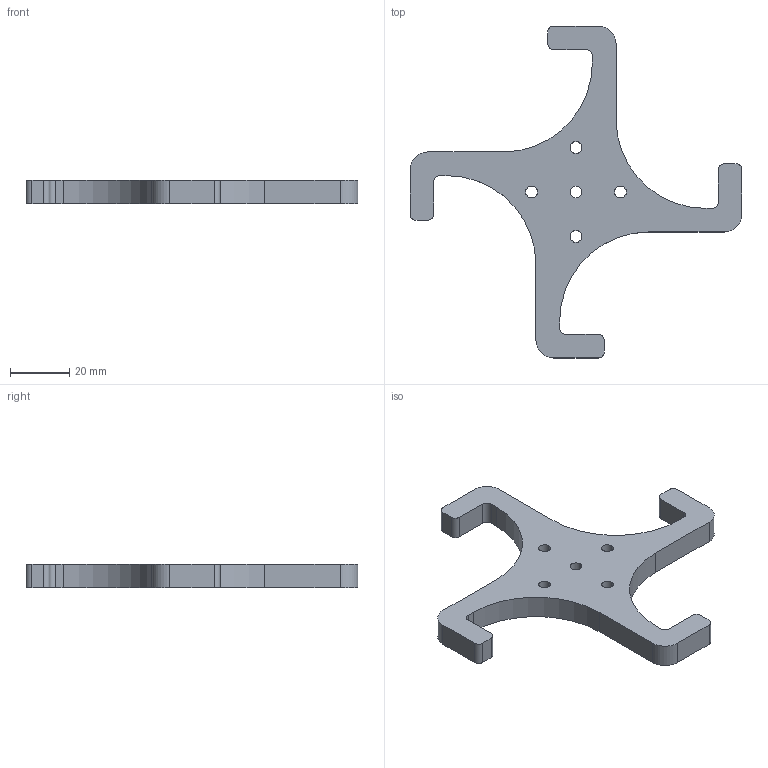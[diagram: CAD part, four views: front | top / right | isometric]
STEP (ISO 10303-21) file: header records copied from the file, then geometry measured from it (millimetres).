
FILE_DESCRIPTION(('CATIA V5 STEP Exchange'),'2;1');
FILE_NAME('detrompeur.stp','2019-04-09T15:45:30+00:00',('none'),('none'),'CATIA Version 5 Release 19 GA (IN-10)','CATIA V5 STEP AP203','none');
FILE_SCHEMA(('CONFIG_CONTROL_DESIGN'));
Length unit declared in the file: millimetre
Products named in the file (1): detrompeur
Bounding box: 112 x 112 x 8 mm (x, y, z)
Volume: 25955.2 mm3; surface area: 10958.6 mm2
Topology: 1 solids, 1 shells, 52 faces, 150 edges, 100 vertices
Faces by surface type: cylinder 30, plane 22
Entity records: 1711 total; most frequent: ORIENTED_EDGE 300, CARTESIAN_POINT 298, DIRECTION 244, EDGE_CURVE 150, AXIS2_PLACEMENT_3D 108, VERTEX_POINT 100, VECTOR 90, LINE 90
